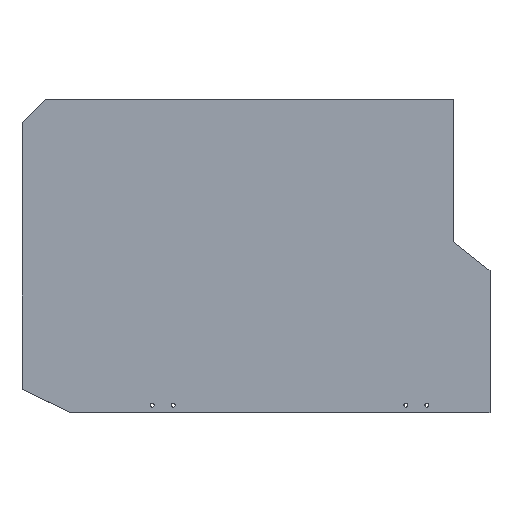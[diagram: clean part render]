
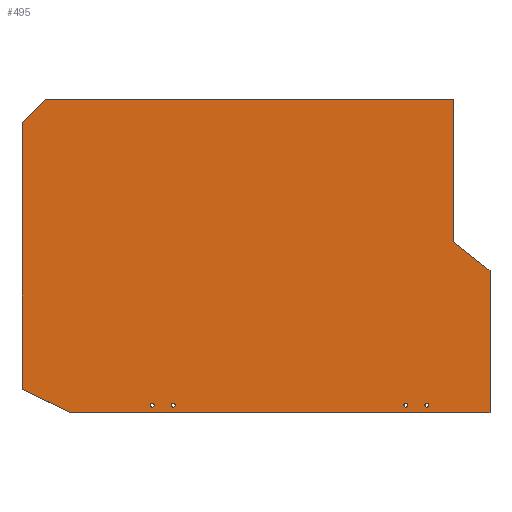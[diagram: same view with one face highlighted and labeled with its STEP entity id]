
A CAD part, top view. The second image highlights one B-rep face of the part: STEP entity #495.
In plain terms, the highlighted planar face has unit normal (0, 0, 1).
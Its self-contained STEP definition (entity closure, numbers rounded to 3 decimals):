
#3 = ORIENTED_EDGE ( 'NONE', *, *, #187, .T. ) ;
#5 = DIRECTION ( 'NONE',  ( 1., 0., 0. ) ) ;
#9 = CARTESIAN_POINT ( 'NONE',  ( 422.5, 201.815, 0. ) ) ;
#12 = DIRECTION ( 'NONE',  ( 1., 0., 0. ) ) ;
#15 = EDGE_CURVE ( 'NONE', #109, #441, #430, .T. ) ;
#23 = CARTESIAN_POINT ( 'NONE',  ( -29.5, 47.629, 0. ) ) ;
#26 = DIRECTION ( 'NONE',  ( 0., 0., 1. ) ) ;
#27 = VERTEX_POINT ( 'NONE', #536 ) ;
#29 = LINE ( 'NONE', #464, #577 ) ;
#34 = ORIENTED_EDGE ( 'NONE', *, *, #77, .T. ) ;
#43 = CARTESIAN_POINT ( 'NONE',  ( -29.5, 326.886, 0. ) ) ;
#44 = VERTEX_POINT ( 'NONE', #162 ) ;
#51 = VERTEX_POINT ( 'NONE', #23 ) ;
#54 = VERTEX_POINT ( 'NONE', #600 ) ;
#57 = VECTOR ( 'NONE', #423, 1000. ) ;
#62 = DIRECTION ( 'NONE',  ( 1., 0., 0. ) ) ;
#63 = VERTEX_POINT ( 'NONE', #457 ) ;
#64 = AXIS2_PLACEMENT_3D ( 'NONE', #243, #244, #343 ) ;
#67 = EDGE_CURVE ( 'NONE', #54, #503, #156, .T. ) ;
#76 = VERTEX_POINT ( 'NONE', #108 ) ;
#77 = EDGE_CURVE ( 'NONE', #51, #109, #522, .T. ) ;
#83 = EDGE_CURVE ( 'NONE', #503, #54, #409, .T. ) ;
#85 = VERTEX_POINT ( 'NONE', #410 ) ;
#86 = AXIS2_PLACEMENT_3D ( 'NONE', #346, #543, #5 ) ;
#87 = FACE_BOUND ( 'NONE', #438, .T. ) ;
#90 = ORIENTED_EDGE ( 'NONE', *, *, #484, .F. ) ;
#93 = DIRECTION ( 'NONE',  ( -1., 0., 0. ) ) ;
#99 = VERTEX_POINT ( 'NONE', #112 ) ;
#104 = EDGE_CURVE ( 'NONE', #448, #85, #133, .T. ) ;
#106 = DIRECTION ( 'NONE',  ( 1., 0., 0. ) ) ;
#108 = CARTESIAN_POINT ( 'NONE',  ( 108.9, 31., 0. ) ) ;
#109 = VERTEX_POINT ( 'NONE', #467 ) ;
#112 = CARTESIAN_POINT ( 'NONE',  ( 104.7, 31., 0. ) ) ;
#114 = AXIS2_PLACEMENT_3D ( 'NONE', #152, #396, #93 ) ;
#115 = DIRECTION ( 'NONE',  ( 0., 1., 0. ) ) ;
#116 = ORIENTED_EDGE ( 'NONE', *, *, #67, .F. ) ;
#129 = ORIENTED_EDGE ( 'NONE', *, *, #151, .F. ) ;
#131 = LINE ( 'NONE', #316, #222 ) ;
#133 = CIRCLE ( 'NONE', #395, 2.1 ) ;
#142 = CARTESIAN_POINT ( 'NONE',  ( -29.5, 326.886, 0. ) ) ;
#151 = EDGE_CURVE ( 'NONE', #190, #27, #509, .T. ) ;
#152 = CARTESIAN_POINT ( 'NONE',  ( 0., 0., 0. ) ) ;
#156 = CIRCLE ( 'NONE', #317, 2.1 ) ;
#159 = FACE_BOUND ( 'NONE', #530, .T. ) ;
#162 = CARTESIAN_POINT ( 'NONE',  ( 422.5, 351.3, 0. ) ) ;
#172 = EDGE_CURVE ( 'NONE', #420, #44, #29, .T. ) ;
#176 = EDGE_CURVE ( 'NONE', #44, #63, #179, .T. ) ;
#179 = LINE ( 'NONE', #514, #57 ) ;
#187 = EDGE_CURVE ( 'NONE', #326, #51, #131, .T. ) ;
#190 = VERTEX_POINT ( 'NONE', #272 ) ;
#205 = ORIENTED_EDGE ( 'NONE', *, *, #319, .T. ) ;
#209 = DIRECTION ( 'NONE',  ( 0.901, -0.433, 0. ) ) ;
#217 = CARTESIAN_POINT ( 'NONE',  ( 394.5, 31., 0. ) ) ;
#222 = VECTOR ( 'NONE', #561, 1000. ) ;
#238 = DIRECTION ( 'NONE',  ( 0., 1., 0. ) ) ;
#243 = CARTESIAN_POINT ( 'NONE',  ( 394.5, 31., 0. ) ) ;
#244 = DIRECTION ( 'NONE',  ( 0., 0., 1. ) ) ;
#252 = LINE ( 'NONE', #486, #271 ) ;
#262 = CARTESIAN_POINT ( 'NONE',  ( 128.8, 31., 0. ) ) ;
#265 = CARTESIAN_POINT ( 'NONE',  ( 106.8, 31., 0. ) ) ;
#270 = ORIENTED_EDGE ( 'NONE', *, *, #83, .F. ) ;
#271 = VECTOR ( 'NONE', #580, 1000. ) ;
#272 = CARTESIAN_POINT ( 'NONE',  ( 392.4, 31., 0. ) ) ;
#276 = FACE_BOUND ( 'NONE', #586, .T. ) ;
#287 = CARTESIAN_POINT ( 'NONE',  ( 21.728, 23., 0. ) ) ;
#294 = AXIS2_PLACEMENT_3D ( 'NONE', #265, #605, #417 ) ;
#300 = DIRECTION ( 'NONE',  ( -0.707, -0.707, 0. ) ) ;
#304 = VERTEX_POINT ( 'NONE', #394 ) ;
#307 = ORIENTED_EDGE ( 'NONE', *, *, #547, .F. ) ;
#310 = DIRECTION ( 'NONE',  ( 0., 0., 1. ) ) ;
#313 = CARTESIAN_POINT ( 'NONE',  ( 372.5, 31., 0. ) ) ;
#316 = CARTESIAN_POINT ( 'NONE',  ( -29.5, 326.886, 0. ) ) ;
#317 = AXIS2_PLACEMENT_3D ( 'NONE', #505, #354, #62 ) ;
#319 = EDGE_CURVE ( 'NONE', #304, #420, #252, .T. ) ;
#326 = VERTEX_POINT ( 'NONE', #43 ) ;
#334 = FACE_OUTER_BOUND ( 'NONE', #399, .T. ) ;
#338 = CIRCLE ( 'NONE', #630, 2.1 ) ;
#343 = DIRECTION ( 'NONE',  ( 1., 0., 0. ) ) ;
#344 = VECTOR ( 'NONE', #238, 1000. ) ;
#346 = CARTESIAN_POINT ( 'NONE',  ( 106.8, 31., 0. ) ) ;
#348 = CIRCLE ( 'NONE', #64, 2.1 ) ;
#351 = EDGE_CURVE ( 'NONE', #441, #304, #497, .T. ) ;
#354 = DIRECTION ( 'NONE',  ( 0., 0., 1. ) ) ;
#360 = DIRECTION ( 'NONE',  ( 0., 0., 1. ) ) ;
#365 = CARTESIAN_POINT ( 'NONE',  ( 21.728, 23., 0. ) ) ;
#367 = DIRECTION ( 'NONE',  ( 1., 0., 0. ) ) ;
#372 = EDGE_CURVE ( 'NONE', #85, #448, #338, .T. ) ;
#375 = ORIENTED_EDGE ( 'NONE', *, *, #176, .T. ) ;
#376 = CIRCLE ( 'NONE', #294, 2.1 ) ;
#377 = ORIENTED_EDGE ( 'NONE', *, *, #172, .T. ) ;
#384 = ORIENTED_EDGE ( 'NONE', *, *, #401, .T. ) ;
#394 = CARTESIAN_POINT ( 'NONE',  ( 460.5, 171.815, 0. ) ) ;
#395 = AXIS2_PLACEMENT_3D ( 'NONE', #313, #360, #367 ) ;
#396 = DIRECTION ( 'NONE',  ( 0., 0., -1. ) ) ;
#399 = EDGE_LOOP ( 'NONE', ( #384, #3, #34, #520, #446, #205, #377, #375 ) ) ;
#401 = EDGE_CURVE ( 'NONE', #63, #326, #481, .T. ) ;
#406 = PLANE ( 'NONE',  #114 ) ;
#409 = CIRCLE ( 'NONE', #556, 2.1 ) ;
#410 = CARTESIAN_POINT ( 'NONE',  ( 374.6, 31., 0. ) ) ;
#416 = VECTOR ( 'NONE', #628, 1000. ) ;
#417 = DIRECTION ( 'NONE',  ( 1., 0., 0. ) ) ;
#420 = VERTEX_POINT ( 'NONE', #9 ) ;
#423 = DIRECTION ( 'NONE',  ( -1., 0., 0. ) ) ;
#426 = EDGE_CURVE ( 'NONE', #27, #190, #348, .T. ) ;
#430 = LINE ( 'NONE', #287, #416 ) ;
#438 = EDGE_LOOP ( 'NONE', ( #608, #129 ) ) ;
#441 = VERTEX_POINT ( 'NONE', #491 ) ;
#446 = ORIENTED_EDGE ( 'NONE', *, *, #351, .T. ) ;
#448 = VERTEX_POINT ( 'NONE', #588 ) ;
#457 = CARTESIAN_POINT ( 'NONE',  ( -5.086, 351.3, 0. ) ) ;
#462 = EDGE_LOOP ( 'NONE', ( #549, #626 ) ) ;
#464 = CARTESIAN_POINT ( 'NONE',  ( 422.5, 351.3, 0. ) ) ;
#467 = CARTESIAN_POINT ( 'NONE',  ( 21.728, 23., 0. ) ) ;
#472 = CIRCLE ( 'NONE', #86, 2.1 ) ;
#481 = LINE ( 'NONE', #142, #613 ) ;
#484 = EDGE_CURVE ( 'NONE', #76, #99, #472, .T. ) ;
#486 = CARTESIAN_POINT ( 'NONE',  ( 422.5, 201.815, 0. ) ) ;
#491 = CARTESIAN_POINT ( 'NONE',  ( 460.5, 23., 0. ) ) ;
#495 = ADVANCED_FACE ( 'NONE', ( #276, #159, #531, #87, #334 ), #406, .F. ) ;
#496 = VECTOR ( 'NONE', #209, 1000. ) ;
#497 = LINE ( 'NONE', #629, #344 ) ;
#501 = CARTESIAN_POINT ( 'NONE',  ( 126.7, 31., 0. ) ) ;
#503 = VERTEX_POINT ( 'NONE', #501 ) ;
#505 = CARTESIAN_POINT ( 'NONE',  ( 128.8, 31., 0. ) ) ;
#509 = CIRCLE ( 'NONE', #529, 2.1 ) ;
#514 = CARTESIAN_POINT ( 'NONE',  ( 422.5, 351.3, 0. ) ) ;
#520 = ORIENTED_EDGE ( 'NONE', *, *, #15, .T. ) ;
#522 = LINE ( 'NONE', #365, #496 ) ;
#529 = AXIS2_PLACEMENT_3D ( 'NONE', #217, #26, #623 ) ;
#530 = EDGE_LOOP ( 'NONE', ( #116, #270 ) ) ;
#531 = FACE_BOUND ( 'NONE', #462, .T. ) ;
#535 = DIRECTION ( 'NONE',  ( 0., 0., 1. ) ) ;
#536 = CARTESIAN_POINT ( 'NONE',  ( 396.6, 31., 0. ) ) ;
#543 = DIRECTION ( 'NONE',  ( 0., 0., 1. ) ) ;
#544 = CARTESIAN_POINT ( 'NONE',  ( 372.5, 31., 0. ) ) ;
#547 = EDGE_CURVE ( 'NONE', #99, #76, #376, .T. ) ;
#549 = ORIENTED_EDGE ( 'NONE', *, *, #372, .F. ) ;
#556 = AXIS2_PLACEMENT_3D ( 'NONE', #262, #310, #106 ) ;
#561 = DIRECTION ( 'NONE',  ( 0., -1., 0. ) ) ;
#577 = VECTOR ( 'NONE', #115, 1000. ) ;
#580 = DIRECTION ( 'NONE',  ( -0.785, 0.62, 0. ) ) ;
#586 = EDGE_LOOP ( 'NONE', ( #90, #307 ) ) ;
#588 = CARTESIAN_POINT ( 'NONE',  ( 370.4, 31., 0. ) ) ;
#600 = CARTESIAN_POINT ( 'NONE',  ( 130.9, 31., 0. ) ) ;
#605 = DIRECTION ( 'NONE',  ( 0., 0., 1. ) ) ;
#608 = ORIENTED_EDGE ( 'NONE', *, *, #426, .F. ) ;
#613 = VECTOR ( 'NONE', #300, 1000. ) ;
#623 = DIRECTION ( 'NONE',  ( 1., 0., 0. ) ) ;
#626 = ORIENTED_EDGE ( 'NONE', *, *, #104, .F. ) ;
#628 = DIRECTION ( 'NONE',  ( 1., 0., 0. ) ) ;
#629 = CARTESIAN_POINT ( 'NONE',  ( 460.5, 23., 0. ) ) ;
#630 = AXIS2_PLACEMENT_3D ( 'NONE', #544, #535, #12 ) ;
